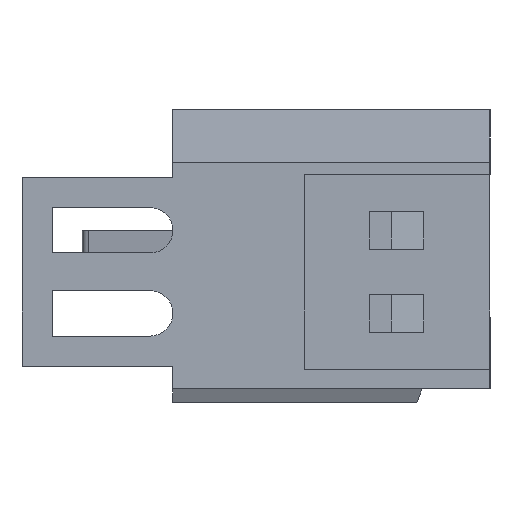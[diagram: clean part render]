
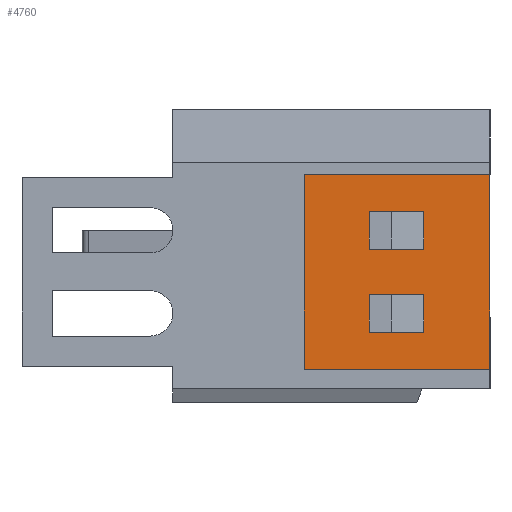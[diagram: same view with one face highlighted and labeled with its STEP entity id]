
A CAD part, left-side view. The second image highlights one B-rep face of the part: STEP entity #4760.
In plain terms, the highlighted planar face has unit normal (-1, 0, 0).
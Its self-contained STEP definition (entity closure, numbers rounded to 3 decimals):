
#231 = LINE ( 'NONE', #4225, #5006 ) ;
#320 = CARTESIAN_POINT ( 'NONE',  ( -13.5, -3.2, 4.95 ) ) ;
#479 = VERTEX_POINT ( 'NONE', #5299 ) ;
#662 = ORIENTED_EDGE ( 'NONE', *, *, #4616, .T. ) ;
#783 = VECTOR ( 'NONE', #4972, 1000. ) ;
#849 = LINE ( 'NONE', #5184, #2203 ) ;
#864 = ORIENTED_EDGE ( 'NONE', *, *, #4498, .T. ) ;
#964 = VECTOR ( 'NONE', #5116, 1000. ) ;
#1056 = EDGE_LOOP ( 'NONE', ( #5213, #3534, #1210, #662 ) ) ;
#1143 = LINE ( 'NONE', #4716, #5181 ) ;
#1210 = ORIENTED_EDGE ( 'NONE', *, *, #4601, .T. ) ;
#1231 = VECTOR ( 'NONE', #3748, 1000. ) ;
#1409 = VECTOR ( 'NONE', #3960, 1000. ) ;
#1702 = CARTESIAN_POINT ( 'NONE',  ( -13.5, -7.5, 0. ) ) ;
#1947 = VECTOR ( 'NONE', #4443, 1000. ) ;
#2054 = CARTESIAN_POINT ( 'NONE',  ( -13.5, -3.2, -7.95 ) ) ;
#2129 = LINE ( 'NONE', #4476, #1947 ) ;
#2173 = DIRECTION ( 'NONE',  ( 0., 1., 0. ) ) ;
#2182 = DIRECTION ( 'NONE',  ( -1., 0., 0. ) ) ;
#2203 = VECTOR ( 'NONE', #4926, 1000. ) ;
#2230 = CARTESIAN_POINT ( 'NONE',  ( -13.5, 0., 0. ) ) ;
#2364 = VERTEX_POINT ( 'NONE', #6348 ) ;
#2367 = PLANE ( 'NONE',  #6893 ) ;
#2489 = LINE ( 'NONE', #5166, #964 ) ;
#2527 = CARTESIAN_POINT ( 'NONE',  ( -13.5, -11.1, -5.5 ) ) ;
#2797 = ORIENTED_EDGE ( 'NONE', *, *, #4488, .T. ) ;
#2838 = FACE_BOUND ( 'NONE', #1056, .T. ) ;
#2940 = LINE ( 'NONE', #4110, #1409 ) ;
#3226 = CARTESIAN_POINT ( 'NONE',  ( -13.5, -11.1, -3. ) ) ;
#3253 = ORIENTED_EDGE ( 'NONE', *, *, #4473, .T. ) ;
#3295 = LINE ( 'NONE', #4325, #4820 ) ;
#3443 = VERTEX_POINT ( 'NONE', #320 ) ;
#3479 = LINE ( 'NONE', #4426, #6663 ) ;
#3534 = ORIENTED_EDGE ( 'NONE', *, *, #4585, .T. ) ;
#3680 = VERTEX_POINT ( 'NONE', #1702 ) ;
#3727 = CARTESIAN_POINT ( 'NONE',  ( -13.5, -11.1, -3. ) ) ;
#3748 = DIRECTION ( 'NONE',  ( 0., 0., -1. ) ) ;
#3827 = DIRECTION ( 'NONE',  ( 0., -1., 0. ) ) ;
#3831 = LINE ( 'NONE', #4943, #783 ) ;
#3837 = CARTESIAN_POINT ( 'NONE',  ( -13.5, -7.5, -3. ) ) ;
#3960 = DIRECTION ( 'NONE',  ( 0., 0., 1. ) ) ;
#4013 = CARTESIAN_POINT ( 'NONE',  ( -13.5, -7.5, -5.5 ) ) ;
#4038 = CARTESIAN_POINT ( 'NONE',  ( -13.5, -7.5, -3. ) ) ;
#4110 = CARTESIAN_POINT ( 'NONE',  ( -13.5, -7.5, -3. ) ) ;
#4225 = CARTESIAN_POINT ( 'NONE',  ( -13.5, -7.5, -5.5 ) ) ;
#4246 = EDGE_LOOP ( 'NONE', ( #4719, #5660, #7189, #6889 ) ) ;
#4279 = LINE ( 'NONE', #3727, #1231 ) ;
#4325 = CARTESIAN_POINT ( 'NONE',  ( -13.5, -3.2, -7.95 ) ) ;
#4388 = DIRECTION ( 'NONE',  ( 0., 1., 0. ) ) ;
#4417 = DIRECTION ( 'NONE',  ( 0., 0., 1. ) ) ;
#4426 = CARTESIAN_POINT ( 'NONE',  ( -13.5, -15.5, 4.95 ) ) ;
#4443 = DIRECTION ( 'NONE',  ( 0., 1., 0. ) ) ;
#4452 = VERTEX_POINT ( 'NONE', #5441 ) ;
#4473 = EDGE_CURVE ( 'NONE', #6803, #3680, #2489, .T. ) ;
#4476 = CARTESIAN_POINT ( 'NONE',  ( -13.5, -15.5, -7.95 ) ) ;
#4488 = EDGE_CURVE ( 'NONE', #3680, #479, #7018, .T. ) ;
#4498 = EDGE_CURVE ( 'NONE', #479, #4452, #3831, .T. ) ;
#4512 = EDGE_CURVE ( 'NONE', #4452, #6803, #1143, .T. ) ;
#4537 = EDGE_CURVE ( 'NONE', #6871, #6486, #2129, .T. ) ;
#4546 = EDGE_CURVE ( 'NONE', #3443, #2364, #3479, .T. ) ;
#4559 = EDGE_CURVE ( 'NONE', #6486, #3443, #3295, .T. ) ;
#4567 = EDGE_CURVE ( 'NONE', #6916, #7293, #231, .T. ) ;
#4585 = EDGE_CURVE ( 'NONE', #7293, #6202, #2940, .T. ) ;
#4601 = EDGE_CURVE ( 'NONE', #6202, #6303, #7263, .T. ) ;
#4616 = EDGE_CURVE ( 'NONE', #6303, #6916, #4279, .T. ) ;
#4716 = CARTESIAN_POINT ( 'NONE',  ( -13.5, -11.1, 2.5 ) ) ;
#4719 = ORIENTED_EDGE ( 'NONE', *, *, #4537, .F. ) ;
#4760 = ADVANCED_FACE ( 'NONE', ( #5725, #7173, #2838 ), #2367, .T. ) ;
#4761 = DIRECTION ( 'NONE',  ( 0., 0., -1. ) ) ;
#4810 = DIRECTION ( 'NONE',  ( 0., -1., 0. ) ) ;
#4816 = CARTESIAN_POINT ( 'NONE',  ( -13.5, -15.5, -7.95 ) ) ;
#4820 = VECTOR ( 'NONE', #4417, 1000. ) ;
#4926 = DIRECTION ( 'NONE',  ( 0., 0., -1. ) ) ;
#4943 = CARTESIAN_POINT ( 'NONE',  ( -13.5, -7.5, 2.5 ) ) ;
#4972 = DIRECTION ( 'NONE',  ( 0., -1., 0. ) ) ;
#5006 = VECTOR ( 'NONE', #4388, 1000. ) ;
#5042 = CARTESIAN_POINT ( 'NONE',  ( -13.5, -7.5, 2.5 ) ) ;
#5050 = DIRECTION ( 'NONE',  ( 0., 0., 1. ) ) ;
#5116 = DIRECTION ( 'NONE',  ( 0., 1., 0. ) ) ;
#5166 = CARTESIAN_POINT ( 'NONE',  ( -13.5, -7.5, 0. ) ) ;
#5180 = ORIENTED_EDGE ( 'NONE', *, *, #4512, .T. ) ;
#5181 = VECTOR ( 'NONE', #4761, 1000. ) ;
#5184 = CARTESIAN_POINT ( 'NONE',  ( -13.5, -15.5, -7.95 ) ) ;
#5213 = ORIENTED_EDGE ( 'NONE', *, *, #4567, .T. ) ;
#5221 = EDGE_CURVE ( 'NONE', #2364, #6871, #849, .T. ) ;
#5299 = CARTESIAN_POINT ( 'NONE',  ( -13.5, -7.5, 2.5 ) ) ;
#5441 = CARTESIAN_POINT ( 'NONE',  ( -13.5, -11.1, 2.5 ) ) ;
#5660 = ORIENTED_EDGE ( 'NONE', *, *, #5221, .F. ) ;
#5725 = FACE_BOUND ( 'NONE', #7168, .T. ) ;
#5811 = VECTOR ( 'NONE', #3827, 1000. ) ;
#6202 = VERTEX_POINT ( 'NONE', #4038 ) ;
#6303 = VERTEX_POINT ( 'NONE', #3226 ) ;
#6348 = CARTESIAN_POINT ( 'NONE',  ( -13.5, -15.5, 4.95 ) ) ;
#6441 = CARTESIAN_POINT ( 'NONE',  ( -13.5, -11.1, 0. ) ) ;
#6486 = VERTEX_POINT ( 'NONE', #2054 ) ;
#6663 = VECTOR ( 'NONE', #4810, 1000. ) ;
#6803 = VERTEX_POINT ( 'NONE', #6441 ) ;
#6850 = VECTOR ( 'NONE', #5050, 1000. ) ;
#6871 = VERTEX_POINT ( 'NONE', #4816 ) ;
#6889 = ORIENTED_EDGE ( 'NONE', *, *, #4559, .F. ) ;
#6893 = AXIS2_PLACEMENT_3D ( 'NONE', #2230, #2182, #2173 ) ;
#6916 = VERTEX_POINT ( 'NONE', #2527 ) ;
#7018 = LINE ( 'NONE', #5042, #6850 ) ;
#7168 = EDGE_LOOP ( 'NONE', ( #3253, #2797, #864, #5180 ) ) ;
#7173 = FACE_OUTER_BOUND ( 'NONE', #4246, .T. ) ;
#7189 = ORIENTED_EDGE ( 'NONE', *, *, #4546, .F. ) ;
#7263 = LINE ( 'NONE', #3837, #5811 ) ;
#7293 = VERTEX_POINT ( 'NONE', #4013 ) ;
